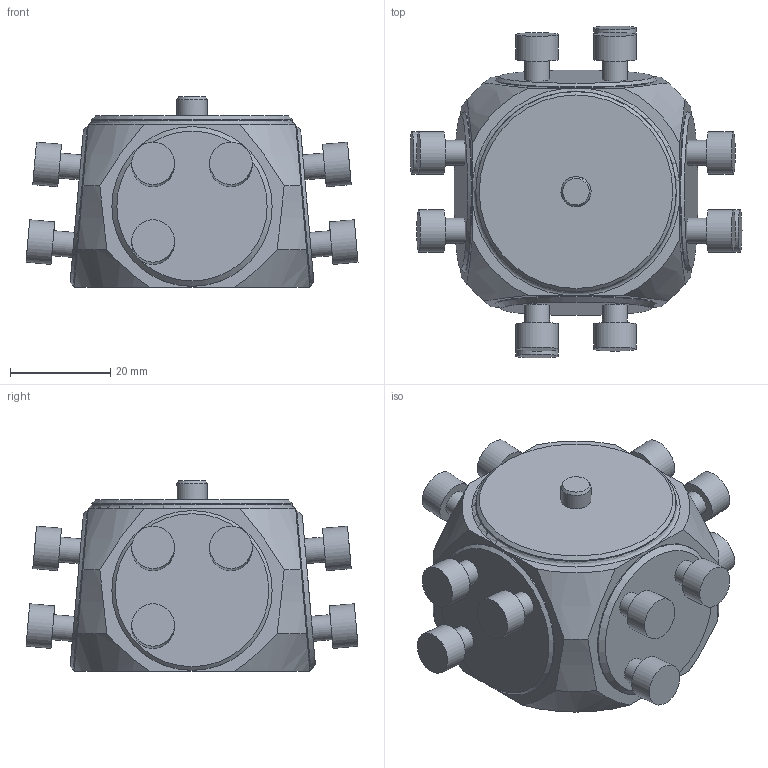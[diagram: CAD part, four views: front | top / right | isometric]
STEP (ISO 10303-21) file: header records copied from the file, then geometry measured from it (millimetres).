
FILE_DESCRIPTION(/* description */ (''),/* implementation_level */ '2;1');
FILE_NAME(/* name */ '1529305396561.stp',/* time_stamp */ '2018-06-18T09:03:23+02:00',/* author */ (''),/* organization */ ('SMS'),/* preprocessor_version */ 'ST-DEVELOPER v15',/* originating_system */ 'SIEMENS PLM Software NX 8.5',/* authorisation */ '');
FILE_SCHEMA (('AUTOMOTIVE_DESIGN { 1 0 10303 214 3 1 1 1 }'));
Length unit declared in the file: millimetre
Products named in the file (1): 570-4-32-40-050-RA
Bounding box: 66.28 x 66.28 x 38 mm (x, y, z)
Volume: 63460.5 mm3; surface area: 12929.3 mm2
Topology: 1 solids, 1 shells, 92 faces, 188 edges, 134 vertices
Faces by surface type: plane 40, cylinder 35, cone 15, torus 2
Full cylindrical faces by diameter (mm): 5 x12, 6 x1, 8.5 x12, 32 x4, 40 x1, 42 x1
Entity records: 2260 total; most frequent: CARTESIAN_POINT 418, DIRECTION 408, ORIENTED_EDGE 260, AXIS2_PLACEMENT_3D 198, EDGE_LOOP 162, FACE_BOUND 132, EDGE_CURVE 130, VERTEX_POINT 110
